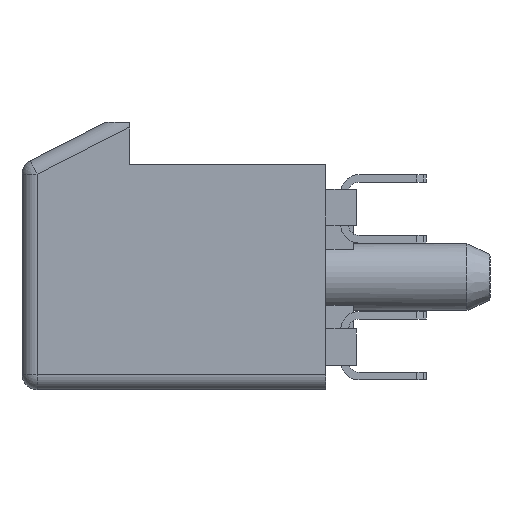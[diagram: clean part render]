
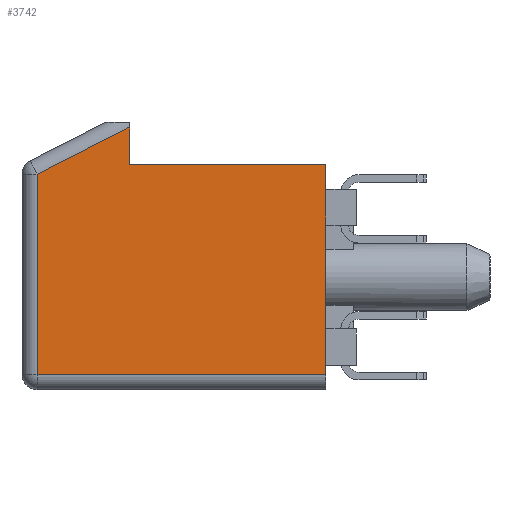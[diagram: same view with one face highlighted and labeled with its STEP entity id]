
A CAD part, left-side view. The second image highlights one B-rep face of the part: STEP entity #3742.
In plain terms, the highlighted planar face has unit normal (-1, 0, 0).
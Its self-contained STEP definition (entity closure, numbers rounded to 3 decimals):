
#391=FACE_OUTER_BOUND('',#598,.T.);
#598=EDGE_LOOP('',(#2526,#2527,#2528,#2529,#2530,#2531));
#811=LINE('',#5514,#1233);
#812=LINE('',#5516,#1234);
#813=LINE('',#5518,#1235);
#814=LINE('',#5520,#1236);
#815=LINE('',#5522,#1237);
#816=LINE('',#5523,#1238);
#1233=VECTOR('',#4363,9.5);
#1234=VECTOR('',#4364,6.9);
#1235=VECTOR('',#4365,6.45);
#1236=VECTOR('',#4366,1.246);
#1237=VECTOR('',#4367,3.422);
#1238=VECTOR('',#4368,6.594);
#1655=VERTEX_POINT('',#5512);
#1656=VERTEX_POINT('',#5513);
#1657=VERTEX_POINT('',#5515);
#1658=VERTEX_POINT('',#5517);
#1659=VERTEX_POINT('',#5519);
#1660=VERTEX_POINT('',#5521);
#1999=EDGE_CURVE('',#1655,#1656,#811,.T.);
#2000=EDGE_CURVE('',#1657,#1656,#812,.T.);
#2001=EDGE_CURVE('',#1658,#1657,#813,.T.);
#2002=EDGE_CURVE('',#1659,#1658,#814,.T.);
#2003=EDGE_CURVE('',#1659,#1660,#815,.T.);
#2004=EDGE_CURVE('',#1660,#1655,#816,.T.);
#2526=ORIENTED_EDGE('',*,*,#1999,.T.);
#2527=ORIENTED_EDGE('',*,*,#2000,.F.);
#2528=ORIENTED_EDGE('',*,*,#2001,.F.);
#2529=ORIENTED_EDGE('',*,*,#2002,.F.);
#2530=ORIENTED_EDGE('',*,*,#2003,.T.);
#2531=ORIENTED_EDGE('',*,*,#2004,.T.);
#3580=PLANE('',#3994);
#3742=ADVANCED_FACE('',(#391),#3580,.F.);
#3994=AXIS2_PLACEMENT_3D('',#5511,#4361,#4362);
#4361=DIRECTION('center_axis',(1.,0.,0.));
#4362=DIRECTION('ref_axis',(0.,0.,-1.));
#4363=DIRECTION('',(0.,-1.,0.));
#4364=DIRECTION('',(0.,0.,-1.));
#4365=DIRECTION('',(0.,-1.,0.));
#4366=DIRECTION('',(0.,0.,-1.));
#4367=DIRECTION('',(0.,0.891,-0.454));
#4368=DIRECTION('',(0.,0.,-1.));
#5511=CARTESIAN_POINT('Origin',(-28.,0.,0.));
#5512=CARTESIAN_POINT('',(-28.,9.5,-3.2));
#5513=CARTESIAN_POINT('',(-28.,0.,-3.2));
#5514=CARTESIAN_POINT('',(-28.,9.5,-3.2));
#5515=CARTESIAN_POINT('',(-28.,0.,3.7));
#5516=CARTESIAN_POINT('',(-28.,0.,3.7));
#5517=CARTESIAN_POINT('',(-28.,6.45,3.7));
#5518=CARTESIAN_POINT('',(-28.,6.45,3.7));
#5519=CARTESIAN_POINT('',(-28.,6.45,4.946));
#5520=CARTESIAN_POINT('',(-28.,6.45,4.946));
#5521=CARTESIAN_POINT('',(-28.,9.5,3.394));
#5522=CARTESIAN_POINT('',(-28.,6.45,4.946));
#5523=CARTESIAN_POINT('',(-28.,9.5,3.394));
